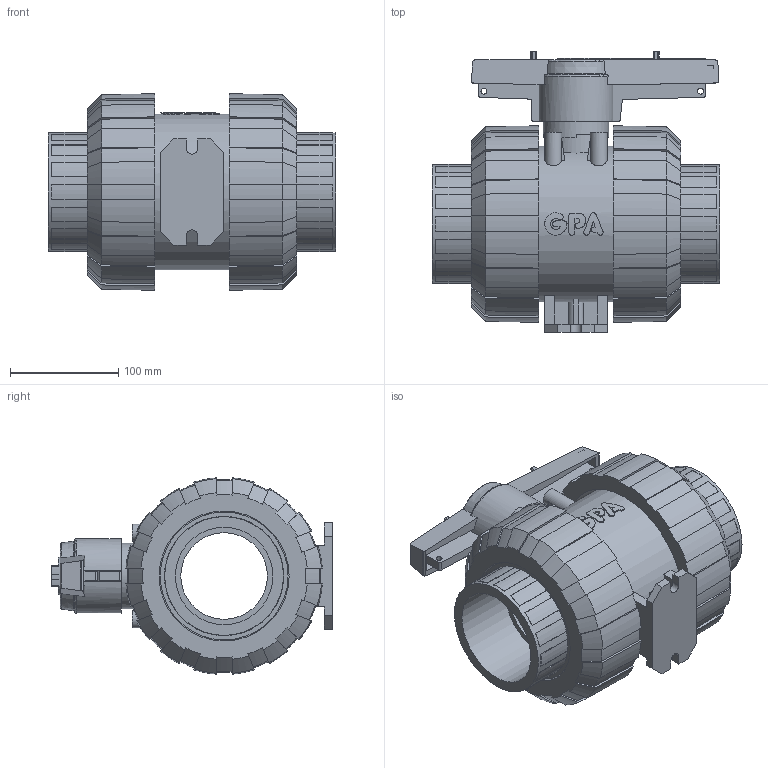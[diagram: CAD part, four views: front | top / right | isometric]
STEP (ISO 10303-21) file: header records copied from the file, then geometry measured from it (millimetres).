
FILE_DESCRIPTION(/* description */ ('PVC Ball Valve type M1 with EPDM gasket and PVC Sockets, Ø90/DN80, PN16'),/* implementation_level */ '2;1');
FILE_NAME(/* name */ 'M1IU-E-090',/* time_stamp */ '2022-08-04T16:47:02+02:00',/* author */ ('COAB Solutions - www.coabsolutions.com'),/* organization */ ('GPA Flowsystem'),/* preprocessor_version */ 'ST-DEVELOPER v18.1',/* originating_system */ 'coabsolutions.com',/* authorisation */ 'unknown authorization');
FILE_SCHEMA (('AUTOMOTIVE_DESIGN { 1 0 10303 214 3 1 1 }'));
Length unit declared in the file: millimetre
Products named in the file (1): M1IU-E-090
Bounding box: 265.9 x 259.3 x 181.41 mm (x, y, z)
Volume: 3635251.3 mm3; surface area: 494930.2 mm2
Topology: 3 solids, 3 shells, 589 faces, 1692 edges, 1127 vertices
Faces by surface type: plane 321, cone 142, cylinder 97, bspline 21, torus 8
Full cylindrical faces by diameter (mm): 5.5 x2, 16 x4, 60.5 x1, 80 x3, 90 x2, 109.7 x2, 118 x2, 120 x2, 144 x1, 150.9 x2
Entity records: 20234 total; most frequent: CARTESIAN_POINT 5035, ORIENTED_EDGE 3384, DIRECTION 3033, EDGE_CURVE 1692, VERTEX_POINT 1127, AXIS2_PLACEMENT_3D 1120, LINE 793, VECTOR 793
